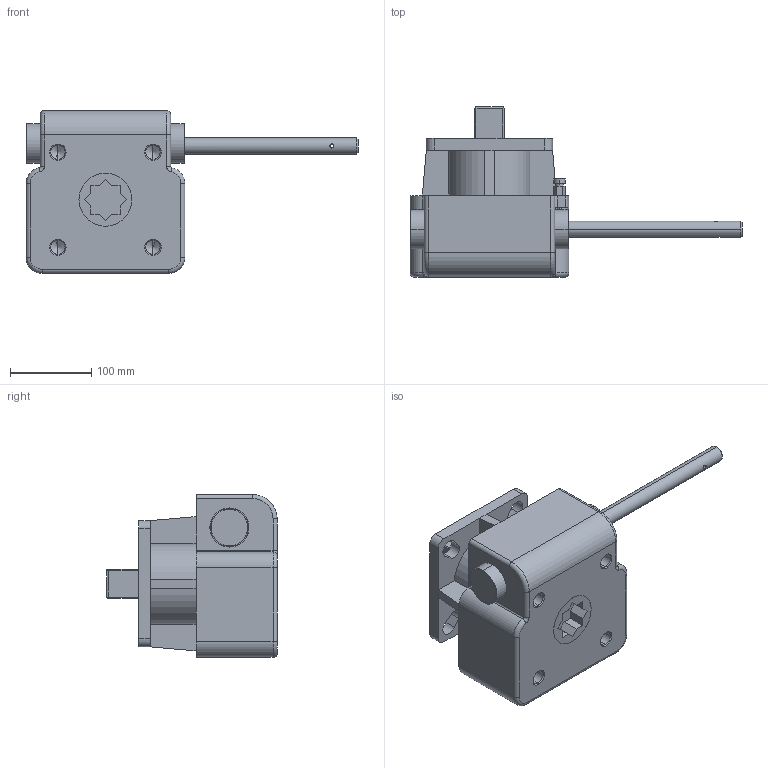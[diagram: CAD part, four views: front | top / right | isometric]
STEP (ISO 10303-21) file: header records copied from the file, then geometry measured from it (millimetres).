
FILE_DESCRIPTION (( 'STEP AP214' ), '1' );
FILE_NAME ('RSD-5.STEP', '2023-02-08T11:43:20', ( 'VEGAS' ), ( '' ), 'SwSTEP 2.0', 'SolidWorks 2021', '' );
FILE_SCHEMA (( 'AUTOMOTIVE_DESIGN' ));
Length unit declared in the file: millimetre
Products named in the file (1): RSD-5
Bounding box: 407.5 x 209.1 x 200 mm (x, y, z)
Volume: 4512803.2 mm3; surface area: 261517.1 mm2
Topology: 2 solids, 2 shells, 194 faces, 480 edges, 302 vertices
Faces by surface type: plane 92, cylinder 74, cone 20, torus 8
Entity records: 6546 total; most frequent: CARTESIAN_POINT 1089, DIRECTION 1024, ORIENTED_EDGE 944, EDGE_CURVE 472, AXIS2_PLACEMENT_3D 361, VERTEX_POINT 302, VECTOR 302, LINE 302
